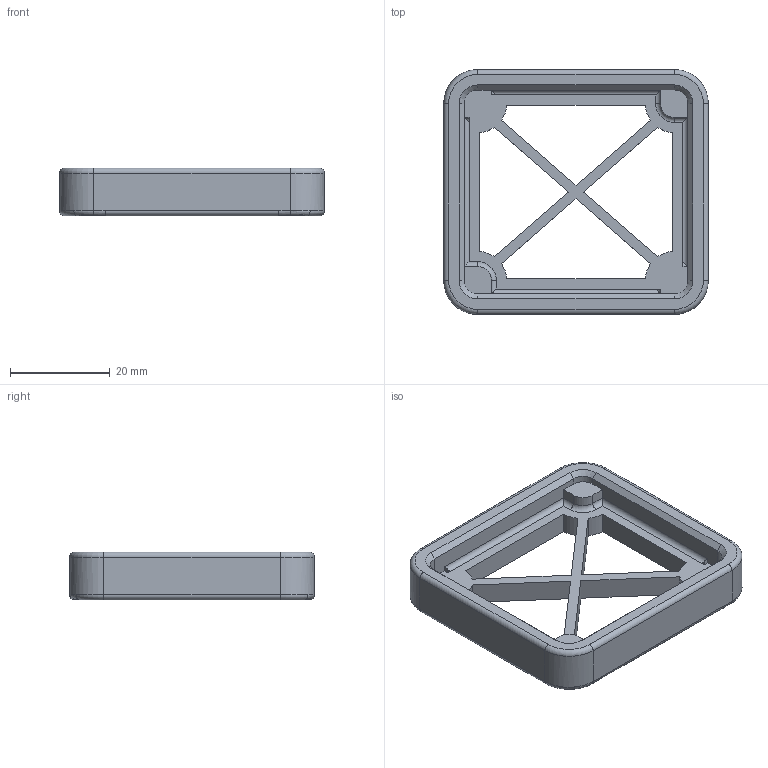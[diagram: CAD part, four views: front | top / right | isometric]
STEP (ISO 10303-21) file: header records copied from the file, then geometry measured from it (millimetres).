
FILE_DESCRIPTION(/* description */ (''),/* implementation_level */ '2;1');
FILE_NAME(/* name */ 'Iridium Casing v9.step',/* time_stamp */ '2023-04-14T12:17:25-04:00',/* author */ (''),/* organization */ (''),/* preprocessor_version */ 'ST-DEVELOPER v19.2',/* originating_system */ 'Autodesk Translation Framework v12.4.0.73',/* authorisation */ '');
FILE_SCHEMA (('AUTOMOTIVE_DESIGN { 1 0 10303 214 3 1 1 }'));
Length unit declared in the file: millimetre
Products named in the file (1): Iridium Casing
Bounding box: 53.2 x 49.2 x 9.6 mm (x, y, z)
Volume: 9744.8 mm3; surface area: 6895.1 mm2
Topology: 1 solids, 1 shells, 153 faces, 378 edges, 228 vertices
Faces by surface type: plane 93, cylinder 42, torus 14, cone 4
Entity records: 4488 total; most frequent: CARTESIAN_POINT 792, DIRECTION 776, ORIENTED_EDGE 756, EDGE_CURVE 378, LINE 272, VECTOR 272, AXIS2_PLACEMENT_3D 252, VERTEX_POINT 228
